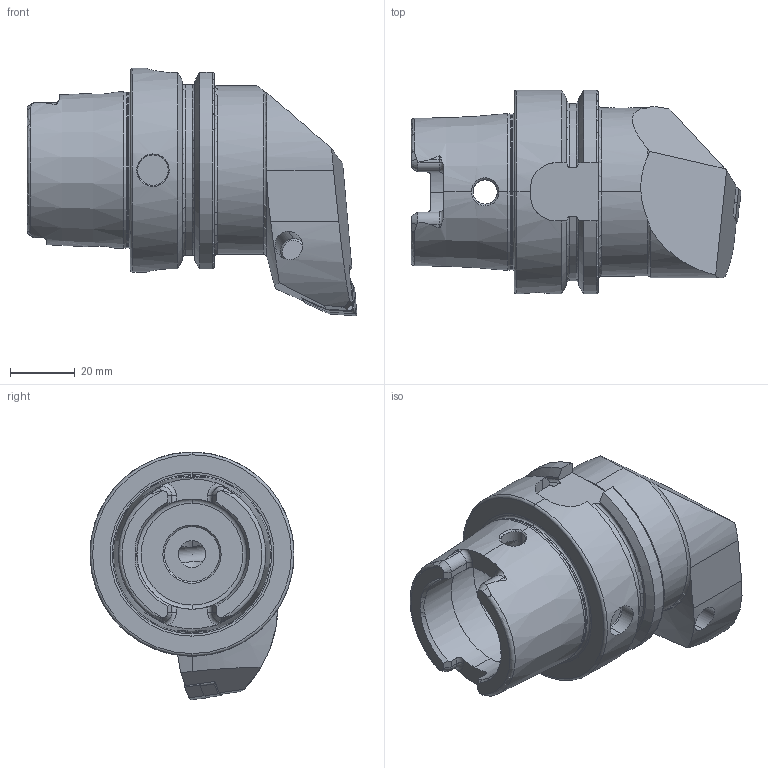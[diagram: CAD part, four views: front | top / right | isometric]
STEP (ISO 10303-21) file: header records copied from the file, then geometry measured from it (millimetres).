
FILE_DESCRIPTION (( 'STEP AP214' ), '1' );
FILE_NAME ('-PW..RLA.070-HP.STEP', '2022-05-10T07:46:01', ( '' ), ( '' ), 'SwSTEP 2.0', 'SolidWorks 2017', '' );
FILE_SCHEMA (( 'AUTOMOTIVE_DESIGN' ));
Length unit declared in the file: millimetre
Products named in the file (14): HA6-PWE.RLA.070-HP_C; CHP-PCX.000.022_D《e; WWE-ER2.101.004_A; -PW..RLA.070-HP; CHP-PCX.000.022_B; DIN 3771 - 13x1; WNMG080404; DIN 3771 - 6.5x1.5; WCD-ER4.101.017_A; ISO 8752 2x8; WDF-ER3.101.000_A; CHP-ER1.008.014_A; WCD-ER1.101.000; DIN 7991 - M5x18
Assembly tree (13 placements, depth 3):
  -PW..RLA.070-HP
    HA6-PWE.RLA.070-HP_C
    WWE-ER2.101.004_A
    WNMG080404
    WDF-ER3.101.000_A
    WCD-ER4.101.017_A
    WCD-ER1.101.000
    CHP-ER1.008.014_A
    ISO 8752 2x8
    CHP-PCX.000.022_D《e
      DIN 3771 - 13x1
      DIN 3771 - 6.5x1.5
      CHP-PCX.000.022_B
      DIN 7991 - M5x18
Bounding box: 101.9 x 63 x 76.5 mm (x, y, z)
Volume: 151826 mm3; surface area: 36866.2 mm2
Topology: 12 solids, 12 shells, 622 faces, 1572 edges, 960 vertices
Faces by surface type: plane 181, cylinder 171, cone 128, torus 74, bspline 68
Entity records: 24664 total; most frequent: CARTESIAN_POINT 9350, ORIENTED_EDGE 3104, DIRECTION 2754, EDGE_CURVE 1552, AXIS2_PLACEMENT_3D 1083, VERTEX_POINT 960, EDGE_LOOP 654, FACE_OUTER_BOUND 622
